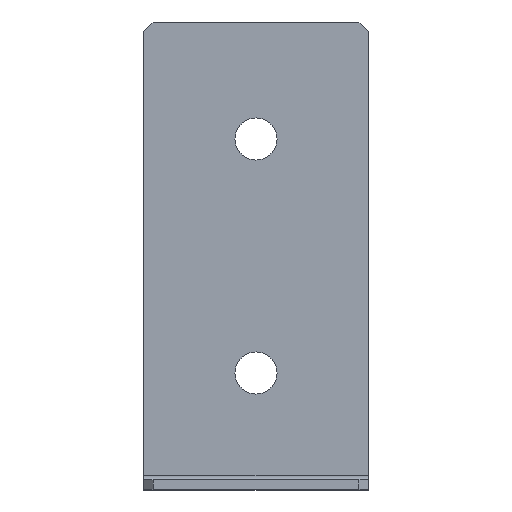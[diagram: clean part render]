
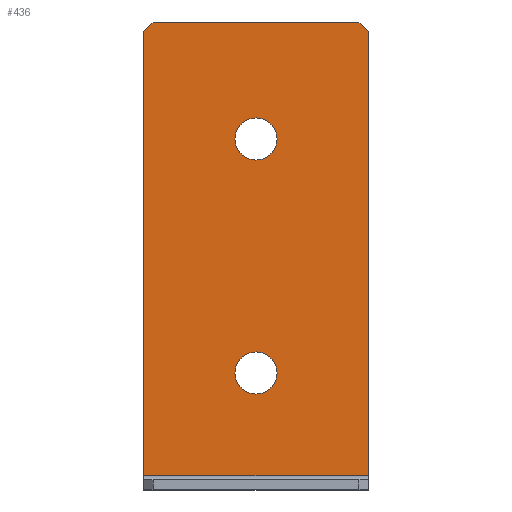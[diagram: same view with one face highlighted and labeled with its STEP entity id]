
A CAD part, top view. The second image highlights one B-rep face of the part: STEP entity #436.
In plain terms, the highlighted planar face has unit normal (0, 0, 1).
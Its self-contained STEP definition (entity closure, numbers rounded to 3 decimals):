
#5 = ORIENTED_EDGE ( 'NONE', *, *, #607, .T. ) ;
#9 = AXIS2_PLACEMENT_3D ( 'NONE', #425, #308, #809 ) ;
#41 = DIRECTION ( 'NONE',  ( 0., 0., 1. ) ) ;
#45 = CARTESIAN_POINT ( 'NONE',  ( 0., 25., 2. ) ) ;
#79 = CARTESIAN_POINT ( 'NONE',  ( -22., 100., 2. ) ) ;
#84 = CARTESIAN_POINT ( 'NONE',  ( 24., 3., 2. ) ) ;
#86 = EDGE_LOOP ( 'NONE', ( #336, #692 ) ) ;
#99 = CARTESIAN_POINT ( 'NONE',  ( -24., 100., 2. ) ) ;
#101 = VECTOR ( 'NONE', #825, 1000. ) ;
#108 = DIRECTION ( 'NONE',  ( 1., 0., 0. ) ) ;
#138 = DIRECTION ( 'NONE',  ( 0., 0., -1. ) ) ;
#146 = EDGE_CURVE ( 'NONE', #362, #688, #604, .T. ) ;
#169 = CARTESIAN_POINT ( 'NONE',  ( -4.5, 25., 2. ) ) ;
#170 = VECTOR ( 'NONE', #667, 1000. ) ;
#175 = DIRECTION ( 'NONE',  ( 0., 0., 1. ) ) ;
#198 = EDGE_CURVE ( 'NONE', #467, #688, #351, .T. ) ;
#208 = AXIS2_PLACEMENT_3D ( 'NONE', #780, #138, #697 ) ;
#216 = DIRECTION ( 'NONE',  ( 0., 1., 0. ) ) ;
#218 = EDGE_LOOP ( 'NONE', ( #728, #605 ) ) ;
#226 = ORIENTED_EDGE ( 'NONE', *, *, #146, .F. ) ;
#236 = AXIS2_PLACEMENT_3D ( 'NONE', #45, #175, #810 ) ;
#246 = CARTESIAN_POINT ( 'NONE',  ( 0., 25., 2. ) ) ;
#257 = CARTESIAN_POINT ( 'NONE',  ( -24., 98., 2. ) ) ;
#264 = VERTEX_POINT ( 'NONE', #291 ) ;
#273 = CIRCLE ( 'NONE', #236, 4.5 ) ;
#274 = CIRCLE ( 'NONE', #767, 4.5 ) ;
#285 = ORIENTED_EDGE ( 'NONE', *, *, #643, .T. ) ;
#291 = CARTESIAN_POINT ( 'NONE',  ( -4.5, 75., 2. ) ) ;
#301 = VECTOR ( 'NONE', #216, 1000. ) ;
#308 = DIRECTION ( 'NONE',  ( 0., 0., 1. ) ) ;
#313 = DIRECTION ( 'NONE',  ( 1., 0., 0. ) ) ;
#318 = PLANE ( 'NONE',  #208 ) ;
#336 = ORIENTED_EDGE ( 'NONE', *, *, #361, .F. ) ;
#342 = CARTESIAN_POINT ( 'NONE',  ( 24., 0., 2. ) ) ;
#351 = LINE ( 'NONE', #601, #636 ) ;
#356 = EDGE_CURVE ( 'NONE', #759, #264, #367, .T. ) ;
#361 = EDGE_CURVE ( 'NONE', #505, #657, #273, .T. ) ;
#362 = VERTEX_POINT ( 'NONE', #372 ) ;
#367 = CIRCLE ( 'NONE', #699, 4.5 ) ;
#372 = CARTESIAN_POINT ( 'NONE',  ( 24., 3., 2. ) ) ;
#416 = LINE ( 'NONE', #342, #301 ) ;
#425 = CARTESIAN_POINT ( 'NONE',  ( 0., 75., 2. ) ) ;
#436 = ADVANCED_FACE ( 'NONE', ( #582, #708, #777 ), #318, .F. ) ;
#444 = CARTESIAN_POINT ( 'NONE',  ( 22., 100., 2. ) ) ;
#467 = VERTEX_POINT ( 'NONE', #257 ) ;
#482 = EDGE_CURVE ( 'NONE', #696, #467, #523, .T. ) ;
#483 = LINE ( 'NONE', #99, #533 ) ;
#495 = VERTEX_POINT ( 'NONE', #444 ) ;
#505 = VERTEX_POINT ( 'NONE', #732 ) ;
#506 = EDGE_CURVE ( 'NONE', #362, #731, #416, .T. ) ;
#523 = LINE ( 'NONE', #79, #101 ) ;
#533 = VECTOR ( 'NONE', #662, 1000. ) ;
#536 = ORIENTED_EDGE ( 'NONE', *, *, #198, .T. ) ;
#542 = DIRECTION ( 'NONE',  ( 0., -1., 0. ) ) ;
#545 = LINE ( 'NONE', #549, #623 ) ;
#549 = CARTESIAN_POINT ( 'NONE',  ( 24., 98., 2. ) ) ;
#554 = DIRECTION ( 'NONE',  ( 0., 0., 1. ) ) ;
#563 = CARTESIAN_POINT ( 'NONE',  ( 0., 75., 2. ) ) ;
#568 = ORIENTED_EDGE ( 'NONE', *, *, #506, .T. ) ;
#582 = FACE_BOUND ( 'NONE', #86, .T. ) ;
#601 = CARTESIAN_POINT ( 'NONE',  ( -24., 0., 2. ) ) ;
#604 = LINE ( 'NONE', #84, #170 ) ;
#605 = ORIENTED_EDGE ( 'NONE', *, *, #655, .F. ) ;
#607 = EDGE_CURVE ( 'NONE', #495, #696, #483, .T. ) ;
#614 = CARTESIAN_POINT ( 'NONE',  ( -24., 3., 2. ) ) ;
#623 = VECTOR ( 'NONE', #628, 1000. ) ;
#628 = DIRECTION ( 'NONE',  ( -0.707, 0.707, 0. ) ) ;
#634 = EDGE_LOOP ( 'NONE', ( #568, #285, #5, #702, #536, #226 ) ) ;
#636 = VECTOR ( 'NONE', #542, 1000. ) ;
#643 = EDGE_CURVE ( 'NONE', #731, #495, #545, .T. ) ;
#655 = EDGE_CURVE ( 'NONE', #264, #759, #689, .T. ) ;
#657 = VERTEX_POINT ( 'NONE', #169 ) ;
#662 = DIRECTION ( 'NONE',  ( -1., 0., 0. ) ) ;
#667 = DIRECTION ( 'NONE',  ( -1., 0., 0. ) ) ;
#686 = CARTESIAN_POINT ( 'NONE',  ( 4.5, 75., 2. ) ) ;
#688 = VERTEX_POINT ( 'NONE', #614 ) ;
#689 = CIRCLE ( 'NONE', #9, 4.5 ) ;
#690 = CARTESIAN_POINT ( 'NONE',  ( -22., 100., 2. ) ) ;
#692 = ORIENTED_EDGE ( 'NONE', *, *, #693, .F. ) ;
#693 = EDGE_CURVE ( 'NONE', #657, #505, #274, .T. ) ;
#696 = VERTEX_POINT ( 'NONE', #690 ) ;
#697 = DIRECTION ( 'NONE',  ( -1., 0., 0. ) ) ;
#699 = AXIS2_PLACEMENT_3D ( 'NONE', #563, #554, #313 ) ;
#702 = ORIENTED_EDGE ( 'NONE', *, *, #482, .T. ) ;
#708 = FACE_BOUND ( 'NONE', #218, .T. ) ;
#728 = ORIENTED_EDGE ( 'NONE', *, *, #356, .F. ) ;
#731 = VERTEX_POINT ( 'NONE', #741 ) ;
#732 = CARTESIAN_POINT ( 'NONE',  ( 4.5, 25., 2. ) ) ;
#741 = CARTESIAN_POINT ( 'NONE',  ( 24., 98., 2. ) ) ;
#759 = VERTEX_POINT ( 'NONE', #686 ) ;
#767 = AXIS2_PLACEMENT_3D ( 'NONE', #246, #41, #108 ) ;
#777 = FACE_OUTER_BOUND ( 'NONE', #634, .T. ) ;
#780 = CARTESIAN_POINT ( 'NONE',  ( 0., 0., 2. ) ) ;
#809 = DIRECTION ( 'NONE',  ( 1., 0., 0. ) ) ;
#810 = DIRECTION ( 'NONE',  ( 1., 0., 0. ) ) ;
#825 = DIRECTION ( 'NONE',  ( -0.707, -0.707, 0. ) ) ;
